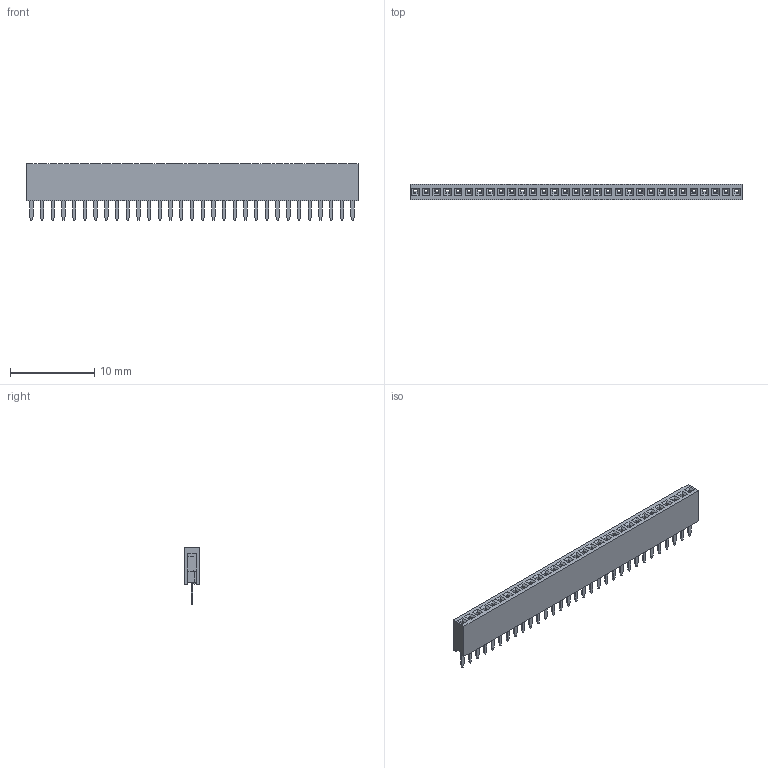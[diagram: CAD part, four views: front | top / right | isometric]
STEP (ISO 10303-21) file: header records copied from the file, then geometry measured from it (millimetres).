
FILE_DESCRIPTION(('STEP AP214'), '1');
FILE_NAME('PBS1.27', '', ('UNSPECIFIED'), ('UNSPECIFIED'), 'ASCON STEP Converter 1.6', 'ASCON Math Kernel', '');
FILE_SCHEMA(('AUTOMOTIVE_DESIGN { 1 0 10303 214 3 1 1}'));
Length unit declared in the file: millimetre
Bounding box: 39.37 x 1.8 x 6.7 mm (x, y, z)
Volume: 223.4 mm3; surface area: 1560.7 mm2
Topology: 32 solids, 32 shells, 1932 faces, 5108 edges, 3240 vertices
Faces by surface type: plane 1653, cylinder 279
Entity records: 74188 total; most frequent: CARTESIAN_POINT 10281, ORIENTED_EDGE 10216, DIRECTION 9532, EDGE_CURVE 5108, LINE 4550, VECTOR 4550, VERTEX_POINT 3240, AXIS2_PLACEMENT_3D 2491
